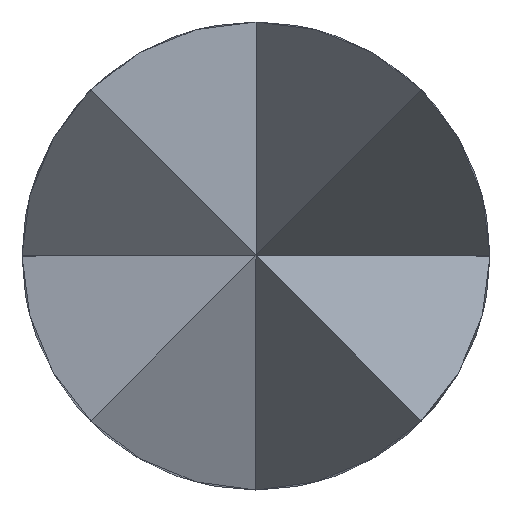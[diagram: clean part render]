
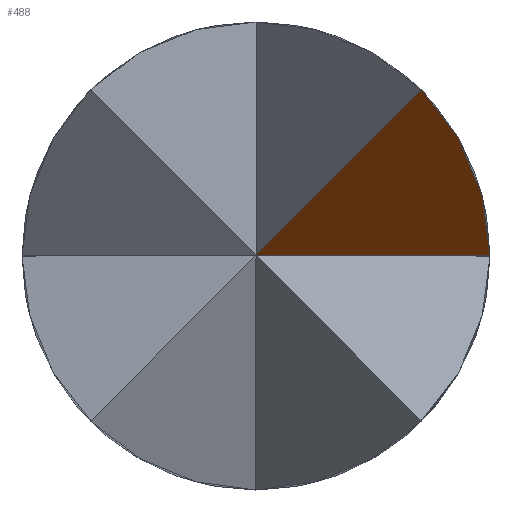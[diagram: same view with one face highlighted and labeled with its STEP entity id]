
A CAD part, top view. The second image highlights one B-rep face of the part: STEP entity #488.
In plain terms, the highlighted planar face has unit normal (0.25, -0.866, 0.433).
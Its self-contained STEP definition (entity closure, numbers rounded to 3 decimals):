
#59 = CARTESIAN_POINT ( 'NONE',  ( 0.6, 0.16, 7.176 ) ) ;
#81 = DIRECTION ( 'NONE',  ( -0.499, -0.499, -0.709 ) ) ;
#87 = CARTESIAN_POINT ( 'NONE',  ( 0.427, 0.422, 7.8 ) ) ;
#199 = ORIENTED_EDGE ( 'NONE', *, *, #1530, .T. ) ;
#219 = LINE ( 'NONE', #836, #1082 ) ;
#304 = CARTESIAN_POINT ( 'NONE',  ( 0.427, 0.422, 7.8 ) ) ;
#348 = VERTEX_POINT ( 'NONE', #908 ) ;
#396 = DIRECTION ( 'NONE',  ( -0.25, 0.866, -0.433 ) ) ;
#404 = DIRECTION ( 'NONE',  ( 0., -0.447, -0.894 ) ) ;
#488 = ADVANCED_FACE ( 'NONE', ( #614 ), #1899, .F. ) ;
#518 = DIRECTION ( 'NONE',  ( 0.866, 0., -0.5 ) ) ;
#529 = CARTESIAN_POINT ( 'NONE',  ( 0., 0., 7.202 ) ) ;
#614 = FACE_OUTER_BOUND ( 'NONE', #1001, .T. ) ;
#634 = LINE ( 'NONE', #801, #1838 ) ;
#705 = VERTEX_POINT ( 'NONE', #304 ) ;
#707 = CARTESIAN_POINT ( 'NONE',  ( 0.539, 0.308, 7.507 ) ) ;
#717 = CARTESIAN_POINT ( 'NONE',  ( 0.6, 0., 6.856 ) ) ;
#719 = AXIS2_PLACEMENT_3D ( 'NONE', #994, #396, #404 ) ;
#760 = VERTEX_POINT ( 'NONE', #1817 ) ;
#779 = ORIENTED_EDGE ( 'NONE', *, *, #820, .T. ) ;
#801 = CARTESIAN_POINT ( 'NONE',  ( -4.459, 0., 9.777 ) ) ;
#820 = EDGE_CURVE ( 'NONE', #1778, #760, #634, .T. ) ;
#836 = CARTESIAN_POINT ( 'NONE',  ( -0.08, 0.276, 7.8 ) ) ;
#908 = CARTESIAN_POINT ( 'NONE',  ( 0.42, 0.42, 7.8 ) ) ;
#913 = VECTOR ( 'NONE', #81, 1000. ) ;
#994 = CARTESIAN_POINT ( 'NONE',  ( -2.038, 2.796, 13.97 ) ) ;
#1001 = EDGE_LOOP ( 'NONE', ( #199, #1125, #779, #1132 ) ) ;
#1082 = VECTOR ( 'NONE', #1740, 1000. ) ;
#1125 = ORIENTED_EDGE ( 'NONE', *, *, #1409, .T. ) ;
#1132 = ORIENTED_EDGE ( 'NONE', *, *, #1427, .F. ) ;
#1164 = LINE ( 'NONE', #1898, #913 ) ;
#1409 = EDGE_CURVE ( 'NONE', #348, #1778, #1164, .T. ) ;
#1427 = EDGE_CURVE ( 'NONE', #705, #760, #1804, .T. ) ;
#1530 = EDGE_CURVE ( 'NONE', #705, #348, #219, .T. ) ;
#1740 = DIRECTION ( 'NONE',  ( -0.961, -0.277, 0. ) ) ;
#1778 = VERTEX_POINT ( 'NONE', #529 ) ;
#1804 =( BOUNDED_CURVE ( )  B_SPLINE_CURVE ( 3, ( #87, #707, #59, #717 ),
 .UNSPECIFIED., .F., .T. ) 
 B_SPLINE_CURVE_WITH_KNOTS ( ( 4, 4 ),
 ( 4.213, 4.993 ),
 .UNSPECIFIED. ) 
 CURVE ( )  GEOMETRIC_REPRESENTATION_ITEM ( )  RATIONAL_B_SPLINE_CURVE ( ( 1., 0.95, 0.95, 1. ) ) 
 REPRESENTATION_ITEM ( '' )  );
#1817 = CARTESIAN_POINT ( 'NONE',  ( 0.6, 0., 6.856 ) ) ;
#1838 = VECTOR ( 'NONE', #518, 1000. ) ;
#1898 = CARTESIAN_POINT ( 'NONE',  ( 2.581, 2.581, 10.874 ) ) ;
#1899 = PLANE ( 'NONE',  #719 ) ;
